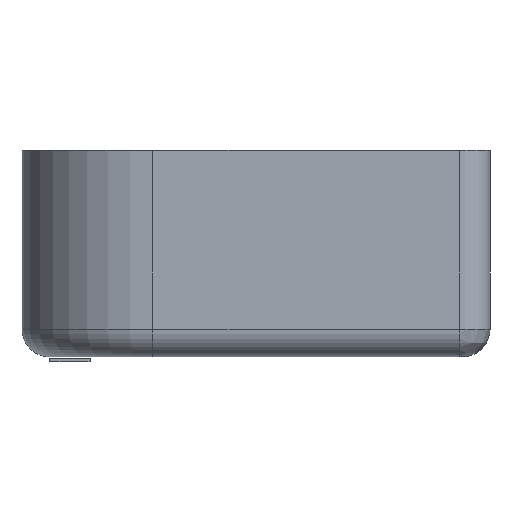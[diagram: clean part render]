
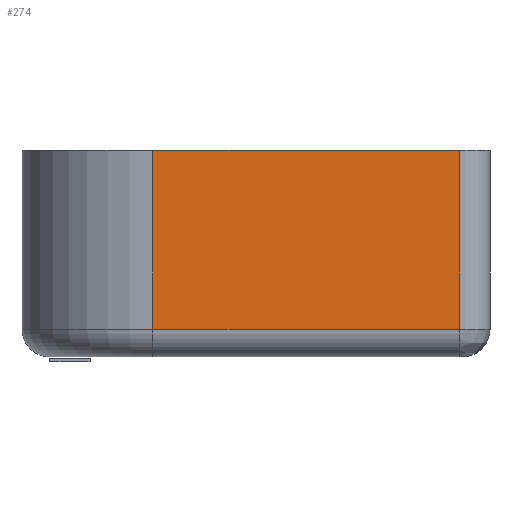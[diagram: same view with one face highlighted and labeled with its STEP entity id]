
A CAD part, left-side view. The second image highlights one B-rep face of the part: STEP entity #274.
In plain terms, the highlighted planar face has unit normal (-1, 0, 0).
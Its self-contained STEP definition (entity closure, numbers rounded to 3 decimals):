
#274 = ADVANCED_FACE( '', ( #340 ), #341, .T. );
#340 = FACE_OUTER_BOUND( '', #456, .T. );
#341 = PLANE( '', #457 );
#456 = EDGE_LOOP( '', ( #732, #733, #734, #735 ) );
#457 = AXIS2_PLACEMENT_3D( '', #736, #737, #738 );
#732 = ORIENTED_EDGE( '', *, *, #1209, .F. );
#733 = ORIENTED_EDGE( '', *, *, #1210, .T. );
#734 = ORIENTED_EDGE( '', *, *, #1211, .T. );
#735 = ORIENTED_EDGE( '', *, *, #1167, .F. );
#736 = CARTESIAN_POINT( '', ( -2., -7.5, -15. ) );
#737 = DIRECTION( '', ( -1., 0., 0. ) );
#738 = DIRECTION( '', ( 0., 1., 0. ) );
#1167 = EDGE_CURVE( '', #1294, #1296, #1297, .T. );
#1209 = EDGE_CURVE( '', #1372, #1294, #1374, .T. );
#1210 = EDGE_CURVE( '', #1372, #1375, #1376, .T. );
#1211 = EDGE_CURVE( '', #1375, #1296, #1377, .T. );
#1294 = VERTEX_POINT( '', #1500 );
#1296 = VERTEX_POINT( '', #1502 );
#1297 = LINE( '', #1503, #1504 );
#1372 = VERTEX_POINT( '', #1602 );
#1374 = LINE( '', #1604, #1605 );
#1375 = VERTEX_POINT( '', #1606 );
#1376 = LINE( '', #1607, #1608 );
#1377 = LINE( '', #1609, #1610 );
#1500 = CARTESIAN_POINT( '', ( -2., -7.5, 0. ) );
#1502 = CARTESIAN_POINT( '', ( -2., -29.8, 0. ) );
#1503 = CARTESIAN_POINT( '', ( -2., -7.5, 0. ) );
#1504 = VECTOR( '', #1989, 1000. );
#1602 = CARTESIAN_POINT( '', ( -2., -7.5, -13. ) );
#1604 = CARTESIAN_POINT( '', ( -2., -7.5, -15. ) );
#1605 = VECTOR( '', #2067, 1000. );
#1606 = CARTESIAN_POINT( '', ( -2., -29.8, -13. ) );
#1607 = CARTESIAN_POINT( '', ( -2., -29.8, -13. ) );
#1608 = VECTOR( '', #2068, 1000. );
#1609 = CARTESIAN_POINT( '', ( -2., -29.8, -15. ) );
#1610 = VECTOR( '', #2069, 1000. );
#1989 = DIRECTION( '', ( 0., -1., 0. ) );
#2067 = DIRECTION( '', ( 0., 0., 1. ) );
#2068 = DIRECTION( '', ( 0., -1., 0. ) );
#2069 = DIRECTION( '', ( 0., 0., 1. ) );
